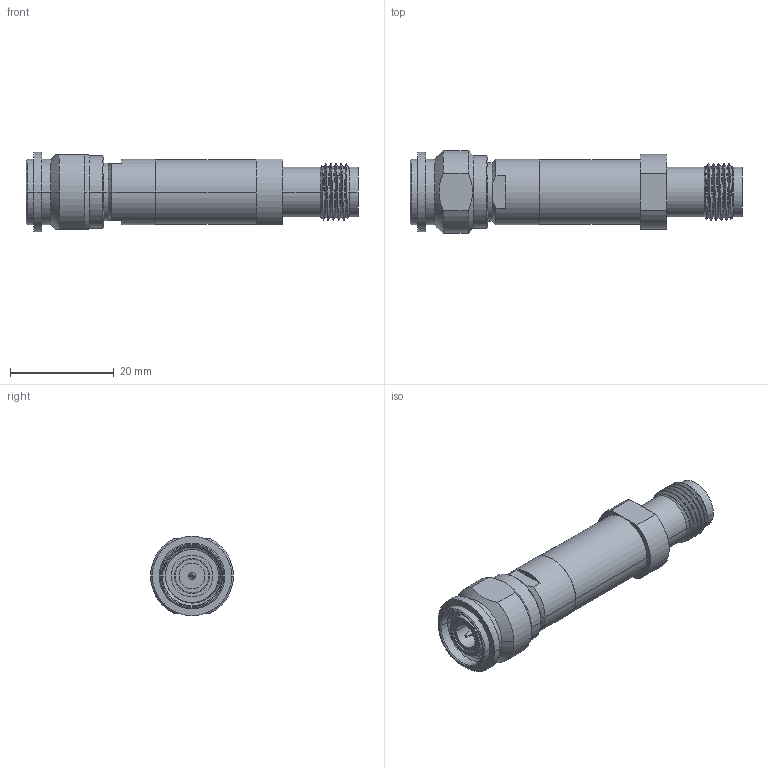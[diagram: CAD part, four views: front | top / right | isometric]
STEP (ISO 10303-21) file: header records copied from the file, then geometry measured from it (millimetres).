
FILE_DESCRIPTION (( 'STEP AP203' ), '1' );
FILE_NAME ('FMAT7449-30_3D.STEP', '2022-09-27T22:42:03', ( '' ), ( '' ), 'SwSTEP 2.0', 'SolidWorks 2021', '' );
FILE_SCHEMA (( 'CONFIG_CONTROL_DESIGN' ));
Length unit declared in the file: millimetre
Products named in the file (1): FMAT7449-30_3D
Bounding box: 64.1 x 16 x 15.3 mm (x, y, z)
Volume: 6963.5 mm3; surface area: 4503.4 mm2
Topology: 3 solids, 3 shells, 135 faces, 322 edges, 205 vertices
Faces by surface type: cylinder 72, cone 30, plane 28, bspline 5
Entity records: 6059 total; most frequent: CARTESIAN_POINT 2999, ORIENTED_EDGE 644, DIRECTION 617, EDGE_CURVE 322, AXIS2_PLACEMENT_3D 252, VERTEX_POINT 205, EDGE_LOOP 149, ADVANCED_FACE 135
